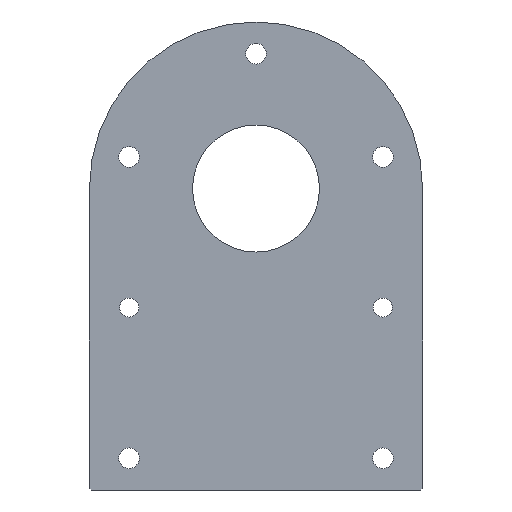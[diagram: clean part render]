
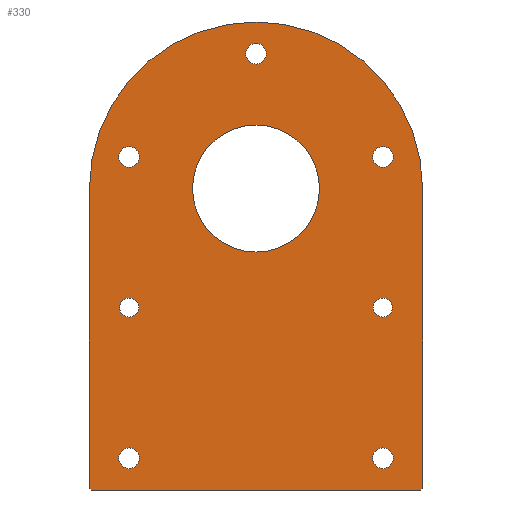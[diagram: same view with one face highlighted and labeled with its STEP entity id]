
A CAD part, left-side view. The second image highlights one B-rep face of the part: STEP entity #330.
In plain terms, the highlighted planar face has unit normal (-1, 0, 0).
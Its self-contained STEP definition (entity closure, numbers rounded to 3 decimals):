
#32=FACE_BOUND('',#98,.T.);
#33=FACE_BOUND('',#99,.T.);
#34=FACE_BOUND('',#100,.T.);
#35=FACE_BOUND('',#101,.T.);
#36=FACE_BOUND('',#102,.T.);
#37=FACE_BOUND('',#103,.T.);
#38=FACE_BOUND('',#104,.T.);
#39=FACE_BOUND('',#105,.T.);
#49=CIRCLE('',#360,3.);
#50=CIRCLE('',#362,3.);
#51=CIRCLE('',#364,3.25);
#52=CIRCLE('',#366,3.25);
#53=CIRCLE('',#368,3.25);
#54=CIRCLE('',#370,3.25);
#55=CIRCLE('',#372,3.25);
#56=CIRCLE('',#374,20.);
#57=CIRCLE('',#377,52.5);
#73=FACE_OUTER_BOUND('',#97,.T.);
#97=EDGE_LOOP('',(#294,#295,#296,#297,#298,#299));
#98=EDGE_LOOP('',(#300));
#99=EDGE_LOOP('',(#301));
#100=EDGE_LOOP('',(#302));
#101=EDGE_LOOP('',(#303));
#102=EDGE_LOOP('',(#304));
#103=EDGE_LOOP('',(#305));
#104=EDGE_LOOP('',(#306));
#105=EDGE_LOOP('',(#307));
#106=LINE('',#477,#130);
#112=LINE('',#488,#136);
#116=LINE('',#516,#140);
#119=LINE('',#521,#143);
#129=LINE('',#556,#153);
#130=VECTOR('',#383,10.);
#136=VECTOR('',#391,10.);
#140=VECTOR('',#417,10.);
#143=VECTOR('',#422,10.);
#153=VECTOR('',#466,10.);
#154=VERTEX_POINT('',#475);
#155=VERTEX_POINT('',#476);
#159=VERTEX_POINT('',#486);
#171=VERTEX_POINT('',#514);
#172=VERTEX_POINT('',#515);
#173=VERTEX_POINT('',#520);
#174=VERTEX_POINT('',#524);
#175=VERTEX_POINT('',#528);
#176=VERTEX_POINT('',#532);
#177=VERTEX_POINT('',#536);
#178=VERTEX_POINT('',#540);
#179=VERTEX_POINT('',#544);
#180=VERTEX_POINT('',#548);
#181=VERTEX_POINT('',#552);
#182=EDGE_CURVE('',#154,#155,#106,.T.);
#188=EDGE_CURVE('',#154,#159,#112,.T.);
#201=EDGE_CURVE('',#171,#172,#116,.T.);
#204=EDGE_CURVE('',#173,#172,#119,.T.);
#206=EDGE_CURVE('',#174,#174,#49,.T.);
#208=EDGE_CURVE('',#175,#175,#50,.T.);
#210=EDGE_CURVE('',#176,#176,#51,.T.);
#212=EDGE_CURVE('',#177,#177,#52,.T.);
#214=EDGE_CURVE('',#178,#178,#53,.T.);
#216=EDGE_CURVE('',#179,#179,#54,.T.);
#218=EDGE_CURVE('',#180,#180,#55,.T.);
#220=EDGE_CURVE('',#181,#181,#56,.T.);
#222=EDGE_CURVE('',#171,#155,#129,.T.);
#223=EDGE_CURVE('',#159,#173,#57,.T.);
#294=ORIENTED_EDGE('',*,*,#182,.F.);
#295=ORIENTED_EDGE('',*,*,#188,.T.);
#296=ORIENTED_EDGE('',*,*,#223,.T.);
#297=ORIENTED_EDGE('',*,*,#204,.T.);
#298=ORIENTED_EDGE('',*,*,#201,.F.);
#299=ORIENTED_EDGE('',*,*,#222,.T.);
#300=ORIENTED_EDGE('',*,*,#206,.T.);
#301=ORIENTED_EDGE('',*,*,#208,.T.);
#302=ORIENTED_EDGE('',*,*,#210,.T.);
#303=ORIENTED_EDGE('',*,*,#212,.T.);
#304=ORIENTED_EDGE('',*,*,#214,.T.);
#305=ORIENTED_EDGE('',*,*,#216,.T.);
#306=ORIENTED_EDGE('',*,*,#218,.T.);
#307=ORIENTED_EDGE('',*,*,#220,.T.);
#314=PLANE('',#378);
#330=ADVANCED_FACE('',(#73,#32,#33,#34,#35,#36,#37,#38,#39),#314,.T.);
#360=AXIS2_PLACEMENT_3D('',#525,#426,#427);
#362=AXIS2_PLACEMENT_3D('',#529,#431,#432);
#364=AXIS2_PLACEMENT_3D('',#533,#436,#437);
#366=AXIS2_PLACEMENT_3D('',#537,#441,#442);
#368=AXIS2_PLACEMENT_3D('',#541,#446,#447);
#370=AXIS2_PLACEMENT_3D('',#545,#451,#452);
#372=AXIS2_PLACEMENT_3D('',#549,#456,#457);
#374=AXIS2_PLACEMENT_3D('',#553,#461,#462);
#377=AXIS2_PLACEMENT_3D('',#558,#469,#470);
#378=AXIS2_PLACEMENT_3D('',#559,#471,#472);
#383=DIRECTION('',(0.,0.707,-0.707));
#391=DIRECTION('',(0.,0.,1.));
#417=DIRECTION('',(0.,0.707,0.707));
#422=DIRECTION('',(0.,0.,-1.));
#426=DIRECTION('center_axis',(1.,0.,0.));
#427=DIRECTION('ref_axis',(0.,-1.,0.));
#431=DIRECTION('center_axis',(1.,0.,0.));
#432=DIRECTION('ref_axis',(0.,-1.,0.));
#436=DIRECTION('center_axis',(1.,0.,0.));
#437=DIRECTION('ref_axis',(0.,-1.,0.));
#441=DIRECTION('center_axis',(1.,0.,0.));
#442=DIRECTION('ref_axis',(0.,-1.,0.));
#446=DIRECTION('center_axis',(1.,0.,0.));
#447=DIRECTION('ref_axis',(0.,-1.,0.));
#451=DIRECTION('center_axis',(1.,0.,0.));
#452=DIRECTION('ref_axis',(0.,-1.,0.));
#456=DIRECTION('center_axis',(1.,0.,0.));
#457=DIRECTION('ref_axis',(0.,-1.,0.));
#461=DIRECTION('center_axis',(1.,0.,0.));
#462=DIRECTION('ref_axis',(0.,-1.,0.));
#466=DIRECTION('',(0.,-1.,0.));
#469=DIRECTION('center_axis',(-1.,0.,0.));
#470=DIRECTION('ref_axis',(0.,-1.,0.));
#471=DIRECTION('center_axis',(-1.,0.,0.));
#472=DIRECTION('ref_axis',(0.,-1.,0.));
#475=CARTESIAN_POINT('',(-30.,-52.5,-94.5));
#476=CARTESIAN_POINT('',(-30.,-52.,-95.));
#477=CARTESIAN_POINT('',(-30.,-57.563,-89.438));
#486=CARTESIAN_POINT('',(-30.,-52.5,0.));
#488=CARTESIAN_POINT('',(-30.,-52.5,-74.));
#514=CARTESIAN_POINT('',(-30.,52.,-95.));
#515=CARTESIAN_POINT('',(-30.,52.5,-94.5));
#516=CARTESIAN_POINT('',(-30.,57.563,-89.438));
#520=CARTESIAN_POINT('',(-30.,52.5,0.));
#521=CARTESIAN_POINT('',(-30.,52.5,0.));
#524=CARTESIAN_POINT('',(-30.,43.,-37.5));
#525=CARTESIAN_POINT('Origin',(-30.,40.,-37.5));
#528=CARTESIAN_POINT('',(-30.,-37.,-37.5));
#529=CARTESIAN_POINT('Origin',(-30.,-40.,-37.5));
#532=CARTESIAN_POINT('',(-30.,-36.75,-85.));
#533=CARTESIAN_POINT('Origin',(-30.,-40.,-85.));
#536=CARTESIAN_POINT('',(-30.,43.25,10.));
#537=CARTESIAN_POINT('Origin',(-30.,40.,10.));
#540=CARTESIAN_POINT('',(-30.,3.25,42.5));
#541=CARTESIAN_POINT('Origin',(-30.,0.,42.5));
#544=CARTESIAN_POINT('',(-30.,43.25,-85.));
#545=CARTESIAN_POINT('Origin',(-30.,40.,-85.));
#548=CARTESIAN_POINT('',(-30.,-36.75,10.));
#549=CARTESIAN_POINT('Origin',(-30.,-40.,10.));
#552=CARTESIAN_POINT('',(-30.,20.,0.));
#553=CARTESIAN_POINT('Origin',(-30.,0.,0.));
#556=CARTESIAN_POINT('',(-30.,72.5,-95.));
#558=CARTESIAN_POINT('Origin',(-30.,0.,0.));
#559=CARTESIAN_POINT('Origin',(-30.,0.,-21.25));
